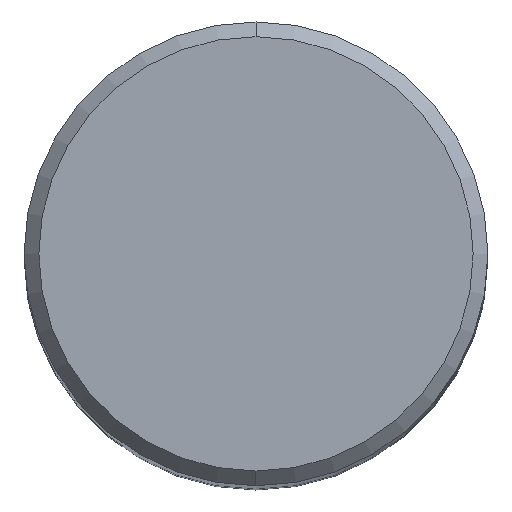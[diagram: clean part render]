
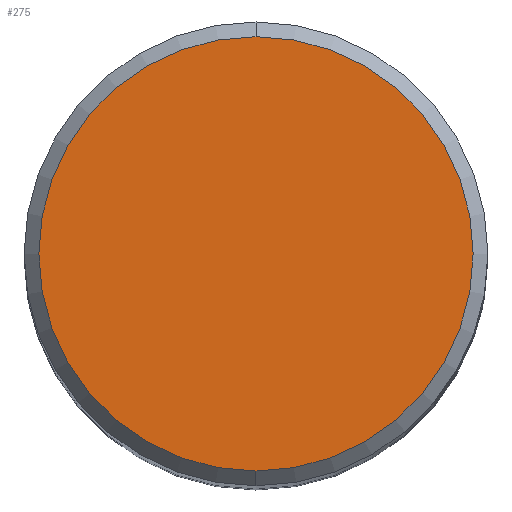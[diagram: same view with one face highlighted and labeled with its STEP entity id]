
A CAD part, top view. The second image highlights one B-rep face of the part: STEP entity #275.
In plain terms, the highlighted planar face has unit normal (0, 0, 1).
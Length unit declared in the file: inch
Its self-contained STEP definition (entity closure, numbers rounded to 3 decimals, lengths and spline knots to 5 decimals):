
#39 = CIRCLE ( 'NONE', #133, 0.29495 ) ;
#40 = CARTESIAN_POINT ( 'NONE',  ( 0., 0.29495, 0. ) ) ;
#48 = CARTESIAN_POINT ( 'NONE',  ( 0., 0.29495, 0. ) ) ;
#77 = FACE_OUTER_BOUND ( 'NONE', #230, .T. ) ;
#81 = DIRECTION ( 'NONE',  ( 0., 0., -1. ) ) ;
#84 = DIRECTION ( 'NONE',  ( 0., 0., 1. ) ) ;
#114 = PLANE ( 'NONE',  #237 ) ;
#133 = AXIS2_PLACEMENT_3D ( 'NONE', #145, #84, #153 ) ;
#145 = CARTESIAN_POINT ( 'NONE',  ( 0., 0., 0. ) ) ;
#153 = DIRECTION ( 'NONE',  ( 0., -1., 0. ) ) ;
#178 = CIRCLE ( 'NONE', #410, 0.29495 ) ;
#181 = EDGE_CURVE ( 'NONE', #308, #324, #39, .T. ) ;
#205 = ORIENTED_EDGE ( 'NONE', *, *, #181, .T. ) ;
#207 = CARTESIAN_POINT ( 'NONE',  ( 0., 0., 0. ) ) ;
#230 = EDGE_LOOP ( 'NONE', ( #205, #244 ) ) ;
#237 = AXIS2_PLACEMENT_3D ( 'NONE', #40, #81, #333 ) ;
#244 = ORIENTED_EDGE ( 'NONE', *, *, #258, .T. ) ;
#258 = EDGE_CURVE ( 'NONE', #324, #308, #178, .T. ) ;
#275 = ADVANCED_FACE ( 'NONE', ( #77 ), #114, .F. ) ;
#308 = VERTEX_POINT ( 'NONE', #48 ) ;
#324 = VERTEX_POINT ( 'NONE', #388 ) ;
#333 = DIRECTION ( 'NONE',  ( 0., 1., 0. ) ) ;
#362 = DIRECTION ( 'NONE',  ( 0., -1., 0. ) ) ;
#365 = DIRECTION ( 'NONE',  ( 0., 0., 1. ) ) ;
#388 = CARTESIAN_POINT ( 'NONE',  ( 0., -0.29495, 0. ) ) ;
#410 = AXIS2_PLACEMENT_3D ( 'NONE', #207, #365, #362 ) ;
